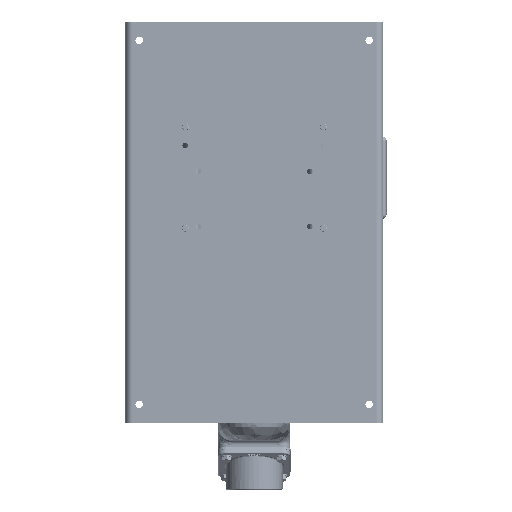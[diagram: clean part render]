
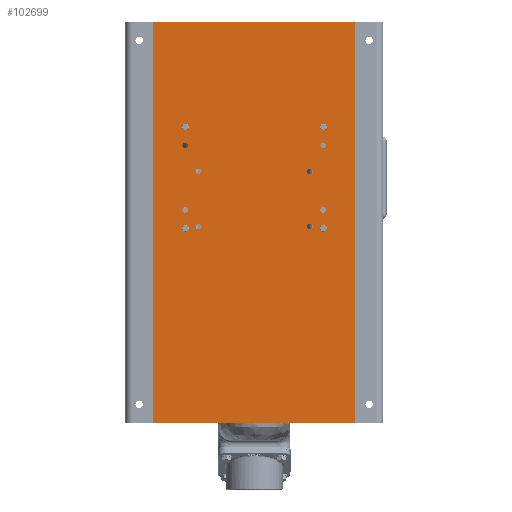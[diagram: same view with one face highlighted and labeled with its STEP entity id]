
A CAD part, front view. The second image highlights one B-rep face of the part: STEP entity #102699.
In plain terms, the highlighted planar face has unit normal (0, -1, 0).
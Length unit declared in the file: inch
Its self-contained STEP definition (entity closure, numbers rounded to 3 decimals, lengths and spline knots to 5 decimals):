
#99326=CARTESIAN_POINT('',(-6.045,-0.1793,9.895));
#99327=VERTEX_POINT('',#99326);
#99328=CARTESIAN_POINT('',(-6.25,-0.1793,9.895));
#99329=DIRECTION('',(0.0,1.0,0.0));
#99330=DIRECTION('',(-1.0,0.0,0.0));
#99331=AXIS2_PLACEMENT_3D('',#99328,#99329,#99330);
#99332=CIRCLE('',#99331,0.205);
#99333=EDGE_CURVE('',#99327,#99327,#99332,.T.);
#99365=CARTESIAN_POINT('',(6.455,-0.1793,9.895));
#99366=VERTEX_POINT('',#99365);
#99367=CARTESIAN_POINT('',(6.25,-0.1793,9.895));
#99368=DIRECTION('',(0.0,1.0,0.0));
#99369=DIRECTION('',(-1.0,0.0,0.0));
#99370=AXIS2_PLACEMENT_3D('',#99367,#99368,#99369);
#99371=CIRCLE('',#99370,0.205);
#99372=EDGE_CURVE('',#99366,#99366,#99371,.T.);
#99421=CARTESIAN_POINT('',(6.455,-0.1793,-9.895));
#99422=VERTEX_POINT('',#99421);
#99423=CARTESIAN_POINT('',(6.25,-0.1793,-9.895));
#99424=DIRECTION('',(0.0,1.0,0.0));
#99425=DIRECTION('',(-1.0,0.0,0.0));
#99426=AXIS2_PLACEMENT_3D('',#99423,#99424,#99425);
#99427=CIRCLE('',#99426,0.205);
#99428=EDGE_CURVE('',#99422,#99422,#99427,.T.);
#99494=CARTESIAN_POINT('',(-6.045,-0.1793,-9.895));
#99495=VERTEX_POINT('',#99494);
#99496=CARTESIAN_POINT('',(-6.25,-0.1793,-9.895));
#99497=DIRECTION('',(0.0,1.0,0.0));
#99498=DIRECTION('',(-1.0,0.0,0.0));
#99499=AXIS2_PLACEMENT_3D('',#99496,#99497,#99498);
#99500=CIRCLE('',#99499,0.205);
#99501=EDGE_CURVE('',#99495,#99495,#99500,.T.);
#101544=CARTESIAN_POINT('',(3.5965,-0.1793,-5.185));
#101545=VERTEX_POINT('',#101544);
#101546=CARTESIAN_POINT('',(3.75,-0.1793,-5.185));
#101547=DIRECTION('',(0.0,1.0,0.0));
#101548=DIRECTION('',(1.0,0.0,0.0));
#101549=AXIS2_PLACEMENT_3D('',#101546,#101547,#101548);
#101550=CIRCLE('',#101549,0.1535);
#101551=EDGE_CURVE('',#101545,#101545,#101550,.T.);
#101584=CARTESIAN_POINT('',(2.8775,-0.1793,0.225));
#101585=VERTEX_POINT('',#101584);
#101586=CARTESIAN_POINT('',(3.031,-0.1793,0.225));
#101587=DIRECTION('',(0.0,1.0,0.0));
#101588=DIRECTION('',(1.0,0.0,0.0));
#101589=AXIS2_PLACEMENT_3D('',#101586,#101587,#101588);
#101590=CIRCLE('',#101589,0.1535);
#101591=EDGE_CURVE('',#101585,#101585,#101590,.T.);
#101624=CARTESIAN_POINT('',(3.5965,-0.1793,-4.185));
#101625=VERTEX_POINT('',#101624);
#101626=CARTESIAN_POINT('',(3.75,-0.1793,-4.185));
#101627=DIRECTION('',(0.0,1.0,0.0));
#101628=DIRECTION('',(1.0,0.0,0.0));
#101629=AXIS2_PLACEMENT_3D('',#101626,#101627,#101628);
#101630=CIRCLE('',#101629,0.1535);
#101631=EDGE_CURVE('',#101625,#101625,#101630,.T.);
#101664=CARTESIAN_POINT('',(3.5965,-0.1793,-0.685));
#101665=VERTEX_POINT('',#101664);
#101666=CARTESIAN_POINT('',(3.75,-0.1793,-0.685));
#101667=DIRECTION('',(0.0,1.0,0.0));
#101668=DIRECTION('',(1.0,0.0,0.0));
#101669=AXIS2_PLACEMENT_3D('',#101666,#101667,#101668);
#101670=CIRCLE('',#101669,0.1535);
#101671=EDGE_CURVE('',#101665,#101665,#101670,.T.);
#101704=CARTESIAN_POINT('',(3.5965,-0.1793,0.315));
#101705=VERTEX_POINT('',#101704);
#101706=CARTESIAN_POINT('',(3.75,-0.1793,0.315));
#101707=DIRECTION('',(0.0,1.0,0.0));
#101708=DIRECTION('',(1.0,0.0,0.0));
#101709=AXIS2_PLACEMENT_3D('',#101706,#101707,#101708);
#101710=CIRCLE('',#101709,0.1535);
#101711=EDGE_CURVE('',#101705,#101705,#101710,.T.);
#101744=CARTESIAN_POINT('',(2.8775,-0.1793,-2.775));
#101745=VERTEX_POINT('',#101744);
#101746=CARTESIAN_POINT('',(3.031,-0.1793,-2.775));
#101747=DIRECTION('',(0.0,1.0,0.0));
#101748=DIRECTION('',(1.0,0.0,0.0));
#101749=AXIS2_PLACEMENT_3D('',#101746,#101747,#101748);
#101750=CIRCLE('',#101749,0.1535);
#101751=EDGE_CURVE('',#101745,#101745,#101750,.T.);
#101784=CARTESIAN_POINT('',(-3.9035,-0.1793,-0.685));
#101785=VERTEX_POINT('',#101784);
#101786=CARTESIAN_POINT('',(-3.75,-0.1793,-0.685));
#101787=DIRECTION('',(0.0,1.0,0.0));
#101788=DIRECTION('',(1.0,0.0,0.0));
#101789=AXIS2_PLACEMENT_3D('',#101786,#101787,#101788);
#101790=CIRCLE('',#101789,0.1535);
#101791=EDGE_CURVE('',#101785,#101785,#101790,.T.);
#101824=CARTESIAN_POINT('',(-3.1845,-0.1793,0.225));
#101825=VERTEX_POINT('',#101824);
#101826=CARTESIAN_POINT('',(-3.031,-0.1793,0.225));
#101827=DIRECTION('',(0.0,1.0,0.0));
#101828=DIRECTION('',(1.0,0.0,0.0));
#101829=AXIS2_PLACEMENT_3D('',#101826,#101827,#101828);
#101830=CIRCLE('',#101829,0.1535);
#101831=EDGE_CURVE('',#101825,#101825,#101830,.T.);
#101864=CARTESIAN_POINT('',(-3.9035,-0.1793,-4.185));
#101865=VERTEX_POINT('',#101864);
#101866=CARTESIAN_POINT('',(-3.75,-0.1793,-4.185));
#101867=DIRECTION('',(0.0,1.0,0.0));
#101868=DIRECTION('',(1.0,0.0,0.0));
#101869=AXIS2_PLACEMENT_3D('',#101866,#101867,#101868);
#101870=CIRCLE('',#101869,0.1535);
#101871=EDGE_CURVE('',#101865,#101865,#101870,.T.);
#101904=CARTESIAN_POINT('',(-3.1845,-0.1793,-2.775));
#101905=VERTEX_POINT('',#101904);
#101906=CARTESIAN_POINT('',(-3.031,-0.1793,-2.775));
#101907=DIRECTION('',(0.0,1.0,0.0));
#101908=DIRECTION('',(1.0,0.0,0.0));
#101909=AXIS2_PLACEMENT_3D('',#101906,#101907,#101908);
#101910=CIRCLE('',#101909,0.1535);
#101911=EDGE_CURVE('',#101905,#101905,#101910,.T.);
#101944=CARTESIAN_POINT('',(-3.9035,-0.1793,0.315));
#101945=VERTEX_POINT('',#101944);
#101946=CARTESIAN_POINT('',(-3.75,-0.1793,0.315));
#101947=DIRECTION('',(0.0,1.0,0.0));
#101948=DIRECTION('',(1.0,0.0,0.0));
#101949=AXIS2_PLACEMENT_3D('',#101946,#101947,#101948);
#101950=CIRCLE('',#101949,0.1535);
#101951=EDGE_CURVE('',#101945,#101945,#101950,.T.);
#101984=CARTESIAN_POINT('',(-3.9035,-0.1793,-5.185));
#101985=VERTEX_POINT('',#101984);
#101986=CARTESIAN_POINT('',(-3.75,-0.1793,-5.185));
#101987=DIRECTION('',(0.0,1.0,0.0));
#101988=DIRECTION('',(1.0,0.0,0.0));
#101989=AXIS2_PLACEMENT_3D('',#101986,#101987,#101988);
#101990=CIRCLE('',#101989,0.1535);
#101991=EDGE_CURVE('',#101985,#101985,#101990,.T.);
#102165=CARTESIAN_POINT('',(6.6407,-0.1793,-10.895));
#102166=VERTEX_POINT('',#102165);
#102174=CARTESIAN_POINT('',(-6.6407,-0.1793,-10.895));
#102175=VERTEX_POINT('',#102174);
#102176=CARTESIAN_POINT('',(-6.6407,-0.1793,-10.895));
#102177=DIRECTION('',(1.0,0.0,0.0));
#102178=VECTOR('',#102177,13.2814);
#102179=LINE('',#102176,#102178);
#102180=EDGE_CURVE('',#102175,#102166,#102179,.T.);
#102608=CARTESIAN_POINT('',(6.6407,-0.1793,10.895));
#102609=VERTEX_POINT('',#102608);
#102617=CARTESIAN_POINT('',(6.6407,-0.1793,10.895));
#102618=DIRECTION('',(0.0,0.0,-1.0));
#102619=VECTOR('',#102618,21.79);
#102620=LINE('',#102617,#102619);
#102621=EDGE_CURVE('',#102609,#102166,#102620,.T.);
#102628=CARTESIAN_POINT('',(6.6407,-0.1793,0.0));
#102629=DIRECTION('',(0.0,-1.0,0.0));
#102630=DIRECTION('',(0.0,0.0,-1.0));
#102631=AXIS2_PLACEMENT_3D('',#102628,#102629,#102630);
#102632=PLANE('',#102631);
#102633=CARTESIAN_POINT('',(-6.6407,-0.1793,10.895));
#102634=VERTEX_POINT('',#102633);
#102635=CARTESIAN_POINT('',(6.6407,-0.1793,10.895));
#102636=DIRECTION('',(-1.0,0.0,0.0));
#102637=VECTOR('',#102636,13.2814);
#102638=LINE('',#102635,#102637);
#102639=EDGE_CURVE('',#102609,#102634,#102638,.T.);
#102640=ORIENTED_EDGE('',*,*,#102639,.T.);
#102641=CARTESIAN_POINT('',(-6.6407,-0.1793,10.895));
#102642=DIRECTION('',(0.0,0.0,-1.0));
#102643=VECTOR('',#102642,21.79);
#102644=LINE('',#102641,#102643);
#102645=EDGE_CURVE('',#102634,#102175,#102644,.T.);
#102646=ORIENTED_EDGE('',*,*,#102645,.T.);
#102647=ORIENTED_EDGE('',*,*,#102180,.T.);
#102648=ORIENTED_EDGE('',*,*,#102621,.F.);
#102649=EDGE_LOOP('',(#102640,#102646,#102647,#102648));
#102650=FACE_OUTER_BOUND('',#102649,.T.);
#102651=ORIENTED_EDGE('',*,*,#99333,.T.);
#102652=EDGE_LOOP('',(#102651));
#102653=FACE_BOUND('',#102652,.T.);
#102654=ORIENTED_EDGE('',*,*,#99372,.T.);
#102655=EDGE_LOOP('',(#102654));
#102656=FACE_BOUND('',#102655,.T.);
#102657=ORIENTED_EDGE('',*,*,#99428,.T.);
#102658=EDGE_LOOP('',(#102657));
#102659=FACE_BOUND('',#102658,.T.);
#102660=ORIENTED_EDGE('',*,*,#99501,.T.);
#102661=EDGE_LOOP('',(#102660));
#102662=FACE_BOUND('',#102661,.T.);
#102663=ORIENTED_EDGE('',*,*,#101751,.T.);
#102664=EDGE_LOOP('',(#102663));
#102665=FACE_BOUND('',#102664,.T.);
#102666=ORIENTED_EDGE('',*,*,#101671,.T.);
#102667=EDGE_LOOP('',(#102666));
#102668=FACE_BOUND('',#102667,.T.);
#102669=ORIENTED_EDGE('',*,*,#101591,.T.);
#102670=EDGE_LOOP('',(#102669));
#102671=FACE_BOUND('',#102670,.T.);
#102672=ORIENTED_EDGE('',*,*,#101911,.T.);
#102673=EDGE_LOOP('',(#102672));
#102674=FACE_BOUND('',#102673,.T.);
#102675=ORIENTED_EDGE('',*,*,#101831,.T.);
#102676=EDGE_LOOP('',(#102675));
#102677=FACE_BOUND('',#102676,.T.);
#102678=ORIENTED_EDGE('',*,*,#101791,.T.);
#102679=EDGE_LOOP('',(#102678));
#102680=FACE_BOUND('',#102679,.T.);
#102681=ORIENTED_EDGE('',*,*,#101551,.T.);
#102682=EDGE_LOOP('',(#102681));
#102683=FACE_BOUND('',#102682,.T.);
#102684=ORIENTED_EDGE('',*,*,#101631,.T.);
#102685=EDGE_LOOP('',(#102684));
#102686=FACE_BOUND('',#102685,.T.);
#102687=ORIENTED_EDGE('',*,*,#101711,.T.);
#102688=EDGE_LOOP('',(#102687));
#102689=FACE_BOUND('',#102688,.T.);
#102690=ORIENTED_EDGE('',*,*,#101991,.T.);
#102691=EDGE_LOOP('',(#102690));
#102692=FACE_BOUND('',#102691,.T.);
#102693=ORIENTED_EDGE('',*,*,#101871,.T.);
#102694=EDGE_LOOP('',(#102693));
#102695=FACE_BOUND('',#102694,.T.);
#102696=ORIENTED_EDGE('',*,*,#101951,.T.);
#102697=EDGE_LOOP('',(#102696));
#102698=FACE_BOUND('',#102697,.T.);
#102699=ADVANCED_FACE('',(#102650,#102653,#102656,#102659,#102662,#102665,#102668,#102671,#102674,#102677,#102680,#102683,#102686,#102689,#102692,#102695,#102698),#102632,.T.);
